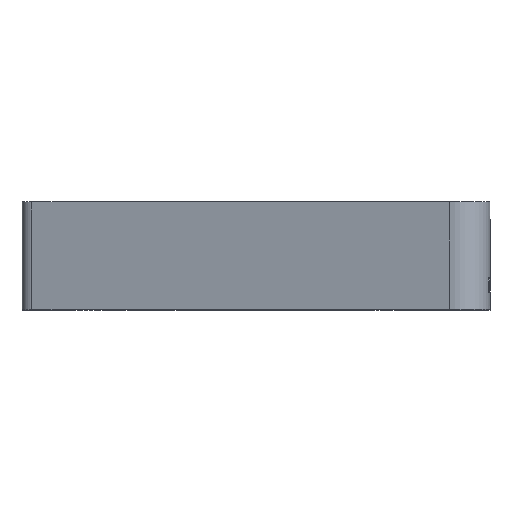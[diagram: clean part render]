
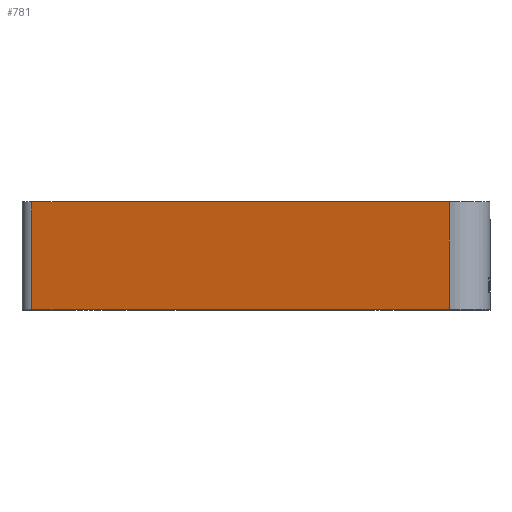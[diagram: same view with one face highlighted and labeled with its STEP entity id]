
A CAD part, top view. The second image highlights one B-rep face of the part: STEP entity #781.
In plain terms, the highlighted planar face has unit normal (-0.258, 0, 0.966).
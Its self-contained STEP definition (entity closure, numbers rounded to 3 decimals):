
#16 = ORIENTED_EDGE ( 'NONE', *, *, #1315, .T. ) ;
#295 = DIRECTION ( 'NONE',  ( 0.258, 0., -0.966 ) ) ;
#440 = VERTEX_POINT ( 'NONE', #1700 ) ;
#472 = EDGE_CURVE ( 'NONE', #1575, #1247, #888, .T. ) ;
#546 = CARTESIAN_POINT ( 'NONE',  ( -80.059, -7.5, -27.182 ) ) ;
#550 = FACE_OUTER_BOUND ( 'NONE', #1384, .T. ) ;
#580 = CARTESIAN_POINT ( 'NONE',  ( 1.943, 8.5, -5.272 ) ) ;
#781 = ADVANCED_FACE ( 'NONE', ( #550 ), #1578, .F. ) ;
#858 = CARTESIAN_POINT ( 'NONE',  ( -80.059, -7.5, -27.182 ) ) ;
#888 = LINE ( 'NONE', #858, #1962 ) ;
#898 = VECTOR ( 'NONE', #1780, 1000. ) ;
#1003 = VERTEX_POINT ( 'NONE', #1748 ) ;
#1071 = EDGE_CURVE ( 'NONE', #1003, #1247, #1522, .T. ) ;
#1130 = ORIENTED_EDGE ( 'NONE', *, *, #2174, .T. ) ;
#1136 = CARTESIAN_POINT ( 'NONE',  ( -18.04, -100.002, -10.611 ) ) ;
#1247 = VERTEX_POINT ( 'NONE', #546 ) ;
#1315 = EDGE_CURVE ( 'NONE', #440, #1575, #2879, .T. ) ;
#1384 = EDGE_LOOP ( 'NONE', ( #16, #2118, #1481, #1130 ) ) ;
#1481 = ORIENTED_EDGE ( 'NONE', *, *, #1071, .F. ) ;
#1522 = LINE ( 'NONE', #3053, #898 ) ;
#1575 = VERTEX_POINT ( 'NONE', #2082 ) ;
#1578 = PLANE ( 'NONE',  #3097 ) ;
#1700 = CARTESIAN_POINT ( 'NONE',  ( -18.04, 8.5, -10.611 ) ) ;
#1748 = CARTESIAN_POINT ( 'NONE',  ( -18.04, -7.5, -10.611 ) ) ;
#1780 = DIRECTION ( 'NONE',  ( -0.966, 0., -0.258 ) ) ;
#1962 = VECTOR ( 'NONE', #2431, 1000. ) ;
#2082 = CARTESIAN_POINT ( 'NONE',  ( -80.059, 8.5, -27.182 ) ) ;
#2118 = ORIENTED_EDGE ( 'NONE', *, *, #472, .T. ) ;
#2124 = DIRECTION ( 'NONE',  ( -0.966, 0., -0.258 ) ) ;
#2172 = DIRECTION ( 'NONE',  ( 0., 1., 0. ) ) ;
#2174 = EDGE_CURVE ( 'NONE', #1003, #440, #2642, .T. ) ;
#2347 = DIRECTION ( 'NONE',  ( 0., -1., 0. ) ) ;
#2431 = DIRECTION ( 'NONE',  ( 0., -1., 0. ) ) ;
#2446 = VECTOR ( 'NONE', #2172, 1000. ) ;
#2599 = CARTESIAN_POINT ( 'NONE',  ( 1.943, -100.002, -5.272 ) ) ;
#2642 = LINE ( 'NONE', #1136, #2446 ) ;
#2879 = LINE ( 'NONE', #580, #3155 ) ;
#3053 = CARTESIAN_POINT ( 'NONE',  ( 1.943, -7.5, -5.272 ) ) ;
#3097 = AXIS2_PLACEMENT_3D ( 'NONE', #2599, #295, #2347 ) ;
#3155 = VECTOR ( 'NONE', #2124, 1000. ) ;
